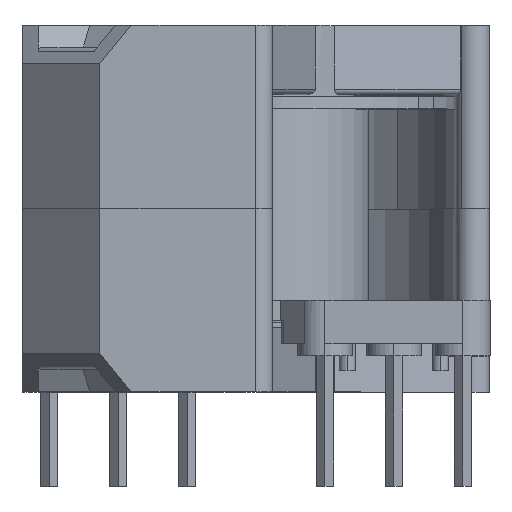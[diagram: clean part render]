
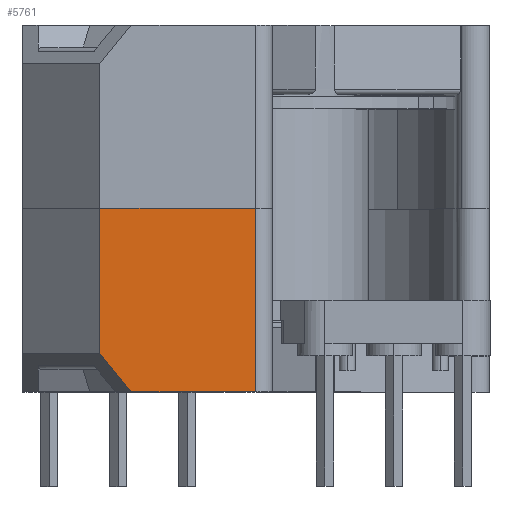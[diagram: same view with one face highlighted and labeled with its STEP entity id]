
A CAD part, top view. The second image highlights one B-rep face of the part: STEP entity #5761.
In plain terms, the highlighted face is planar.
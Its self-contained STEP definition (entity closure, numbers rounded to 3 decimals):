
#131 = VERTEX_POINT ( 'NONE', #5383 ) ;
#145 = CARTESIAN_POINT ( 'NONE',  ( -2.55, -6.071, 6.092 ) ) ;
#199 = VERTEX_POINT ( 'NONE', #4883 ) ;
#476 = EDGE_LOOP ( 'NONE', ( #4519, #908, #3849, #2779, #2384 ) ) ;
#607 = CARTESIAN_POINT ( 'NONE',  ( -2.55, -6.071, 6.092 ) ) ;
#656 = CARTESIAN_POINT ( 'NONE',  ( 0.38, -1.129, 11.033 ) ) ;
#908 = ORIENTED_EDGE ( 'NONE', *, *, #5959, .T. ) ;
#948 = CARTESIAN_POINT ( 'NONE',  ( -2.55, -6.071, 6.092 ) ) ;
#989 = VECTOR ( 'NONE', #3912, 1000. ) ;
#1094 = DIRECTION ( 'NONE',  ( -0.775, -0.447, -0.447 ) ) ;
#1143 = LINE ( 'NONE', #1606, #989 ) ;
#1243 = EDGE_CURVE ( 'NONE', #2070, #4886, #2838, .T. ) ;
#1606 = CARTESIAN_POINT ( 'NONE',  ( 4.2, -6.071, 6.092 ) ) ;
#1710 = CARTESIAN_POINT ( 'NONE',  ( -2.55, -6.071, 6.092 ) ) ;
#1715 = CARTESIAN_POINT ( 'NONE',  ( 4.2, -2.012, 10.15 ) ) ;
#1922 = PLANE ( 'NONE',  #5079 ) ;
#2070 = VERTEX_POINT ( 'NONE', #3533 ) ;
#2186 = EDGE_CURVE ( 'NONE', #4688, #131, #5659, .T. ) ;
#2288 = LINE ( 'NONE', #1710, #3677 ) ;
#2307 = LINE ( 'NONE', #656, #5795 ) ;
#2374 = DIRECTION ( 'NONE',  ( 0., 0.707, 0.707 ) ) ;
#2384 = ORIENTED_EDGE ( 'NONE', *, *, #4750, .T. ) ;
#2779 = ORIENTED_EDGE ( 'NONE', *, *, #2186, .T. ) ;
#2838 = LINE ( 'NONE', #5020, #4084 ) ;
#3105 = EDGE_CURVE ( 'NONE', #4688, #199, #2288, .T. ) ;
#3254 = VECTOR ( 'NONE', #5673, 1000. ) ;
#3533 = CARTESIAN_POINT ( 'NONE',  ( -1.15, -2.012, 10.15 ) ) ;
#3572 = DIRECTION ( 'NONE',  ( 0., 0.707, 0.707 ) ) ;
#3677 = VECTOR ( 'NONE', #3572, 1000. ) ;
#3849 = ORIENTED_EDGE ( 'NONE', *, *, #3105, .F. ) ;
#3912 = DIRECTION ( 'NONE',  ( 0., 0.707, 0.707 ) ) ;
#4084 = VECTOR ( 'NONE', #5473, 1000. ) ;
#4519 = ORIENTED_EDGE ( 'NONE', *, *, #1243, .F. ) ;
#4686 = FACE_OUTER_BOUND ( 'NONE', #476, .T. ) ;
#4688 = VERTEX_POINT ( 'NONE', #145 ) ;
#4750 = EDGE_CURVE ( 'NONE', #131, #4886, #1143, .T. ) ;
#4883 = CARTESIAN_POINT ( 'NONE',  ( -2.55, -2.821, 9.342 ) ) ;
#4886 = VERTEX_POINT ( 'NONE', #1715 ) ;
#5020 = CARTESIAN_POINT ( 'NONE',  ( -2.55, -2.012, 10.15 ) ) ;
#5079 = AXIS2_PLACEMENT_3D ( 'NONE', #948, #5121, #2374 ) ;
#5121 = DIRECTION ( 'NONE',  ( 0., 0.707, -0.707 ) ) ;
#5383 = CARTESIAN_POINT ( 'NONE',  ( 4.2, -6.071, 6.092 ) ) ;
#5473 = DIRECTION ( 'NONE',  ( 1., 0., 0. ) ) ;
#5659 = LINE ( 'NONE', #607, #3254 ) ;
#5673 = DIRECTION ( 'NONE',  ( 1., 0., 0. ) ) ;
#5761 = ADVANCED_FACE ( 'NONE', ( #4686 ), #1922, .F. ) ;
#5795 = VECTOR ( 'NONE', #1094, 1000. ) ;
#5959 = EDGE_CURVE ( 'NONE', #2070, #199, #2307, .T. ) ;
